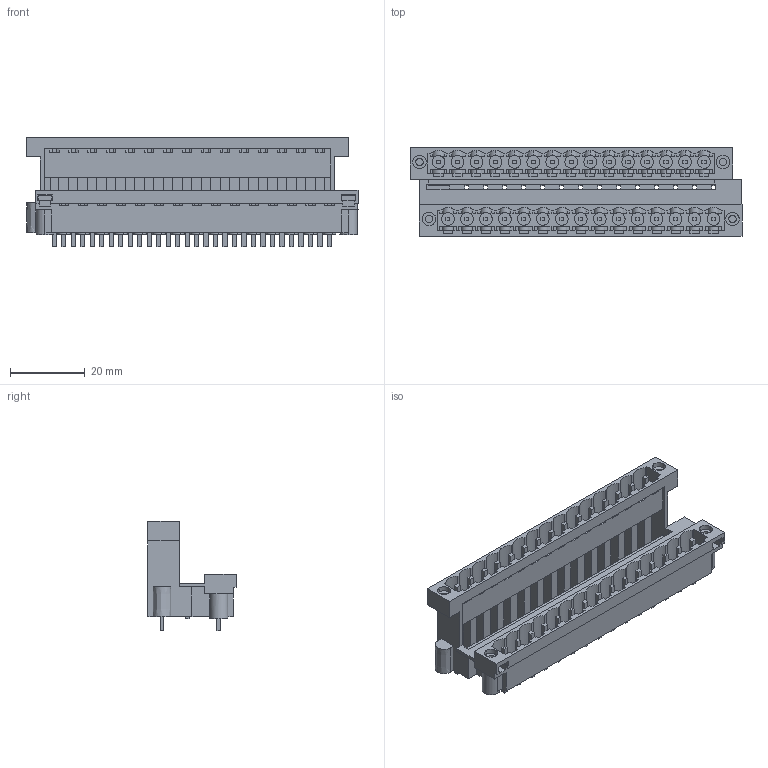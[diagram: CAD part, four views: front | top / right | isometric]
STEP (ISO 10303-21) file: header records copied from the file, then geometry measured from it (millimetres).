
FILE_DESCRIPTION(('CATIA V5 STEP Exchange','CAx-IF Rec.Pracs.--- Model Styling and Organization---1.2---2011-12-15'),'2;1');
FILE_NAME ('D1458665_0_1889210000_1889210000.stp','2018-04-19T13:05:15+00:00',('none'),('Weidmueller'),'CATIA Version 5-6 Release 2014','CATIA V5 STEP AP214','none');
FILE_SCHEMA(('AUTOMOTIVE_DESIGN { 1 0 10303 214 1 1 1 1 }'));
Length unit declared in the file: millimetre
Products named in the file (1): 1889210000
Bounding box: 88.9 x 23.67 x 29.36 mm (x, y, z)
Volume: 13299.5 mm3; surface area: 24132 mm2
Topology: 36 solids, 51 shells, 1410 faces, 4483 edges, 3122 vertices
Faces by surface type: plane 1144, cylinder 262, extrusion 4
Entity records: 47050 total; most frequent: CARTESIAN_POINT 10193, ORIENTED_EDGE 8966, DIRECTION 5580, EDGE_CURVE 4483, VECTOR 3563, LINE 3559, VERTEX_POINT 3122, EDGE_LOOP 1527
